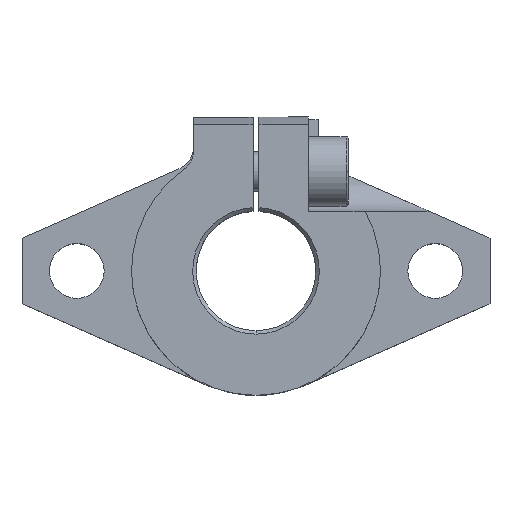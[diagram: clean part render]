
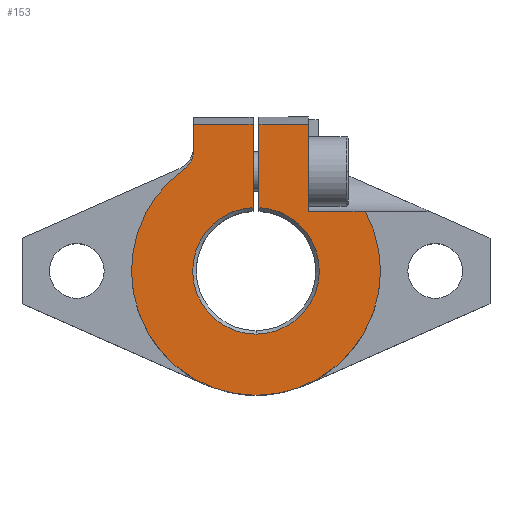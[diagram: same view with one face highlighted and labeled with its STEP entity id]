
A CAD part, top view. The second image highlights one B-rep face of the part: STEP entity #153.
In plain terms, the highlighted planar face has unit normal (0, 0, 1).
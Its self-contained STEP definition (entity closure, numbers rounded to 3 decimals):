
#153=ADVANCED_FACE('',(#316),#317,.T.);
#316=FACE_OUTER_BOUND('',#484,.T.);
#317=PLANE('',#485);
#484=EDGE_LOOP('',(#882,#883,#884,#885,#886,#887,#888,#889,#890,#891,#892,#893,#894));
#485=AXIS2_PLACEMENT_3D('',#895,#896,#897);
#882=ORIENTED_EDGE('',*,*,#1065,.T.);
#883=ORIENTED_EDGE('',*,*,#1070,.T.);
#884=ORIENTED_EDGE('',*,*,#1085,.F.);
#885=ORIENTED_EDGE('',*,*,#1164,.F.);
#886=ORIENTED_EDGE('',*,*,#1171,.T.);
#887=ORIENTED_EDGE('',*,*,#1172,.T.);
#888=ORIENTED_EDGE('',*,*,#1013,.F.);
#889=ORIENTED_EDGE('',*,*,#1154,.F.);
#890=ORIENTED_EDGE('',*,*,#1020,.F.);
#891=ORIENTED_EDGE('',*,*,#1137,.T.);
#892=ORIENTED_EDGE('',*,*,#1127,.T.);
#893=ORIENTED_EDGE('',*,*,#1162,.F.);
#894=ORIENTED_EDGE('',*,*,#1076,.F.);
#895=CARTESIAN_POINT('',(0.,2.085,13.0));
#896=DIRECTION('',(0.0,0.0,1.0));
#897=DIRECTION('',(1.0,0.0,0.0));
#1013=EDGE_CURVE('',#1205,#1208,#1209,.T.);
#1020=EDGE_CURVE('',#1219,#1215,#1221,.T.);
#1065=EDGE_CURVE('',#1298,#1296,#1299,.T.);
#1070=EDGE_CURVE('',#1296,#1304,#1306,.T.);
#1076=EDGE_CURVE('',#1298,#1313,#1314,.T.);
#1085=EDGE_CURVE('',#1325,#1304,#1327,.T.);
#1127=EDGE_CURVE('',#1383,#1380,#1384,.T.);
#1137=EDGE_CURVE('',#1219,#1383,#1399,.T.);
#1154=EDGE_CURVE('',#1215,#1205,#1424,.T.);
#1162=EDGE_CURVE('',#1313,#1380,#1436,.T.);
#1164=EDGE_CURVE('',#1438,#1325,#1439,.T.);
#1171=EDGE_CURVE('',#1438,#1448,#1449,.T.);
#1172=EDGE_CURVE('',#1448,#1208,#1450,.T.);
#1205=VERTEX_POINT('',#1493);
#1208=VERTEX_POINT('',#1497);
#1209=CIRCLE('',#1498,12.5);
#1215=VERTEX_POINT('',#1505);
#1219=VERTEX_POINT('',#1510);
#1221=CIRCLE('',#1513,12.5);
#1296=VERTEX_POINT('',#1609);
#1298=VERTEX_POINT('',#1612);
#1299=CIRCLE('',#1613,6.36);
#1304=VERTEX_POINT('',#1627);
#1306=CIRCLE('',#1638,6.36);
#1313=VERTEX_POINT('',#1646);
#1314=LINE('',#1647,#1648);
#1325=VERTEX_POINT('',#1670);
#1327=LINE('',#1672,#1673);
#1380=VERTEX_POINT('',#1744);
#1383=VERTEX_POINT('',#1747);
#1384=LINE('',#1748,#1749);
#1399=LINE('',#1769,#1770);
#1424=CIRCLE('',#1805,12.5);
#1436=LINE('',#1820,#1821);
#1438=VERTEX_POINT('',#1823);
#1439=LINE('',#1824,#1825);
#1448=VERTEX_POINT('',#1837);
#1449=LINE('',#1838,#1839);
#1450=CIRCLE('',#1840,2.5);
#1493=CARTESIAN_POINT('',(-12.5,0.,13.0));
#1497=CARTESIAN_POINT('',(-7.292,10.153,13.0));
#1498=AXIS2_PLACEMENT_3D('',#1899,#1900,#1901);
#1505=CARTESIAN_POINT('',(12.5,0.,13.0));
#1510=CARTESIAN_POINT('',(10.966,6.0,13.0));
#1513=AXIS2_PLACEMENT_3D('',#1911,#1912,#1913);
#1609=CARTESIAN_POINT('',(0.,-6.36,13.0));
#1612=CARTESIAN_POINT('',(0.3,6.353,13.0));
#1613=AXIS2_PLACEMENT_3D('',#1990,#1991,#1992);
#1627=CARTESIAN_POINT('',(-0.3,6.353,13.0));
#1638=AXIS2_PLACEMENT_3D('',#1996,#1997,#1998);
#1646=CARTESIAN_POINT('',(0.3,14.735,13.0));
#1647=CARTESIAN_POINT('',(0.3,5.992,13.0));
#1648=VECTOR('',#2006,1.0);
#1670=CARTESIAN_POINT('',(-0.3,14.735,13.0));
#1672=CARTESIAN_POINT('',(-0.3,5.992,13.0));
#1673=VECTOR('',#2018,1.0);
#1744=CARTESIAN_POINT('',(5.25,14.735,13.0));
#1747=CARTESIAN_POINT('',(5.25,6.0,13.0));
#1748=CARTESIAN_POINT('',(5.25,6.042,13.0));
#1749=VECTOR('',#2064,1.0);
#1769=CARTESIAN_POINT('',(8.875,6.0,13.0));
#1770=VECTOR('',#2076,1.0);
#1805=AXIS2_PLACEMENT_3D('',#2093,#2094,#2095);
#1820=CARTESIAN_POINT('',(0.0,14.735,13.0));
#1821=VECTOR('',#2108,1.0);
#1823=CARTESIAN_POINT('',(-6.25,14.735,13.0));
#1824=CARTESIAN_POINT('',(0.0,14.735,13.0));
#1825=VECTOR('',#2109,1.0);
#1837=CARTESIAN_POINT('',(-6.25,12.183,13.0));
#1838=CARTESIAN_POINT('',(-6.25,8.213,13.0));
#1839=VECTOR('',#2116,1.0);
#1840=AXIS2_PLACEMENT_3D('',#2117,#2118,#2119);
#1899=CARTESIAN_POINT('',(0.0,0.,13.0));
#1900=DIRECTION('',(0.0,0.0,-1.0));
#1901=DIRECTION('',(1.0,0.0,0.0));
#1911=CARTESIAN_POINT('',(0.0,0.,13.0));
#1912=DIRECTION('',(0.0,0.0,-1.0));
#1913=DIRECTION('',(1.0,0.0,0.0));
#1990=CARTESIAN_POINT('',(0.,0.0,13.0));
#1991=DIRECTION('',(0.0,0.0,-1.0));
#1992=DIRECTION('',(0.0,1.0,0.0));
#1996=CARTESIAN_POINT('',(0.,0.0,13.0));
#1997=DIRECTION('',(0.0,0.0,-1.0));
#1998=DIRECTION('',(0.0,1.0,0.0));
#2006=DIRECTION('',(0.,1.0,0.0));
#2018=DIRECTION('',(0.,-1.0,-0.0));
#2064=DIRECTION('',(0.0,1.0,-0.0));
#2076=DIRECTION('',(-1.0,0.0,0.0));
#2093=CARTESIAN_POINT('',(0.0,0.,13.0));
#2094=DIRECTION('',(0.0,0.0,-1.0));
#2095=DIRECTION('',(1.0,0.0,0.0));
#2108=DIRECTION('',(1.0,0.0,0.0));
#2109=DIRECTION('',(1.0,0.0,0.0));
#2116=DIRECTION('',(0.0,-1.0,0.0));
#2117=CARTESIAN_POINT('',(-8.75,12.183,13.0));
#2118=DIRECTION('',(-0.0,0.0,-1.0));
#2119=DIRECTION('',(-1.0,0.0,0.0));
